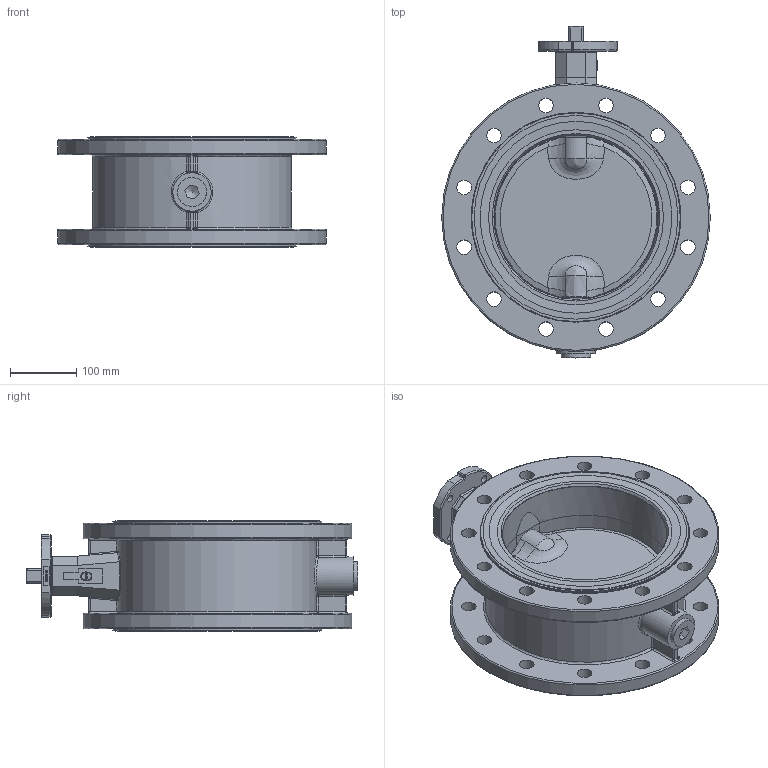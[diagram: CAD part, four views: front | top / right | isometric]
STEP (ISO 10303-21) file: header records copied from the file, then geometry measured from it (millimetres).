
FILE_DESCRIPTION((''),'2;1');
FILE_NAME('F012-A-DN250.stp','2007-09-27T09:15:18',('hellwig'),(''),'Autodesk Inventor 11','Autodesk Inventor 11','');
FILE_SCHEMA(('AUTOMOTIVE_DESIGN { 1 0 10303 214 1 1 1 1 }'));
Length unit declared in the file: millimetre
Products named in the file (1): Bauteil1
Bounding box: 406 x 501.76 x 167 mm (x, y, z)
Volume: 7558340.1 mm3; surface area: 789035 mm2
Topology: 1 solids, 17 shells, 698 faces, 1750 edges, 1094 vertices
Faces by surface type: bspline 220, plane 218, cylinder 163, cone 51, torus 44, sphere 2
Full cylindrical faces by diameter (mm): 4 x1, 6 x1, 11 x4, 22 x24, 25.5 x6, 26 x1, 30 x15, 38 x1, 44 x1, 58 x1, 308 x1, 315.9 x1, 406 x2
Entity records: 40158 total; most frequent: CARTESIAN_POINT 25473, ORIENTED_EDGE 3070, DIRECTION 2633, EDGE_CURVE 1535, VERTEX_POINT 1036, AXIS2_PLACEMENT_3D 1011, EDGE_LOOP 956, FACE_OUTER_BOUND 698
